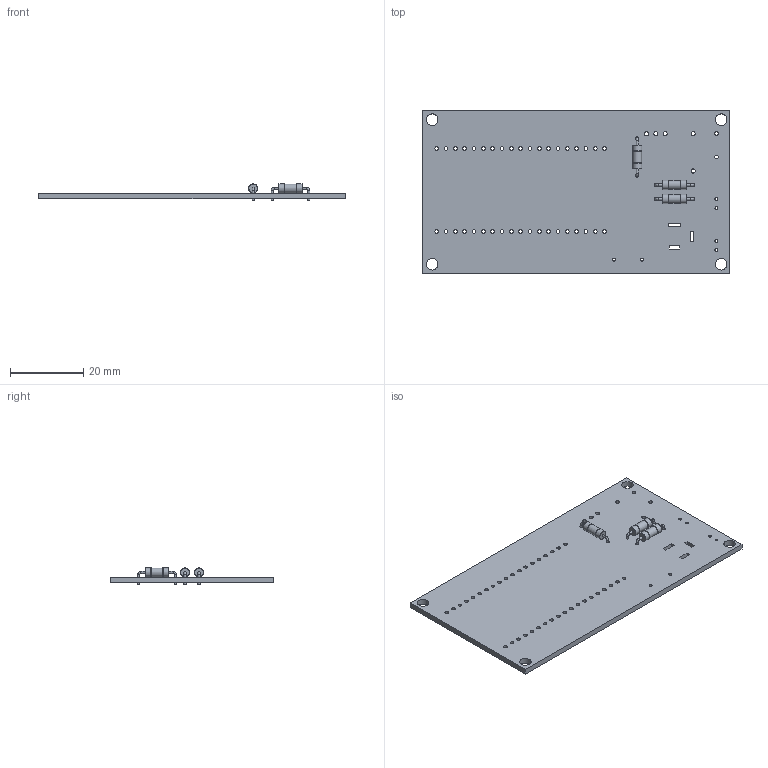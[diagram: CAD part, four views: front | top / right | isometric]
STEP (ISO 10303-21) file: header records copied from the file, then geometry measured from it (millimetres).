
FILE_DESCRIPTION(/* description */ (''),/* implementation_level */ '2;1');
FILE_NAME(/* name */ 'capstone electrical circuit v11.step',/* time_stamp */ '2021-03-09T20:05:19-05:00',/* author */ (''),/* organization */ (''),/* preprocessor_version */ 'ST-DEVELOPER v18.1',/* originating_system */ 'Autodesk Translation Framework v9.10.0.1330',/* authorisation */ '');
FILE_SCHEMA (('AUTOMOTIVE_DESIGN { 1 0 10303 214 3 1 1 }'));
Length unit declared in the file: millimetre
Products named in the file (8): capstone electrical circuit; Board; Packages; DO41-10; 2,54/1,0; ESP32-DEVKITC; 0207/10; DCJ0202
Assembly tree (10 placements, depth 3):
  capstone electrical circuit
    Board
    Packages
      DO41-10
      0207/10  x3
      2,54/1,0  x2
      ESP32-DEVKITC
      DCJ0202
Bounding box: 83.49 x 44.44 x 4.42 mm (x, y, z)
Volume: 5792.2 mm3; surface area: 8258.6 mm2
Topology: 4 solids, 4 shells, 136 faces, 357 edges, 235 vertices
Faces by surface type: cylinder 82, plane 30, torus 24
Full cylindrical faces by diameter (mm): 0.6 x12, 0.813 x12, 1 x38, 1.016 x2, 1.118 x5, 2.375 x3, 2.5 x6, 3.175 x4
Entity records: 3809 total; most frequent: DIRECTION 664, CARTESIAN_POINT 571, ORIENTED_EDGE 546, AXIS2_PLACEMENT_3D 274, EDGE_CURVE 273, EDGE_LOOP 228, VERTEX_POINT 181, CIRCLE 157
